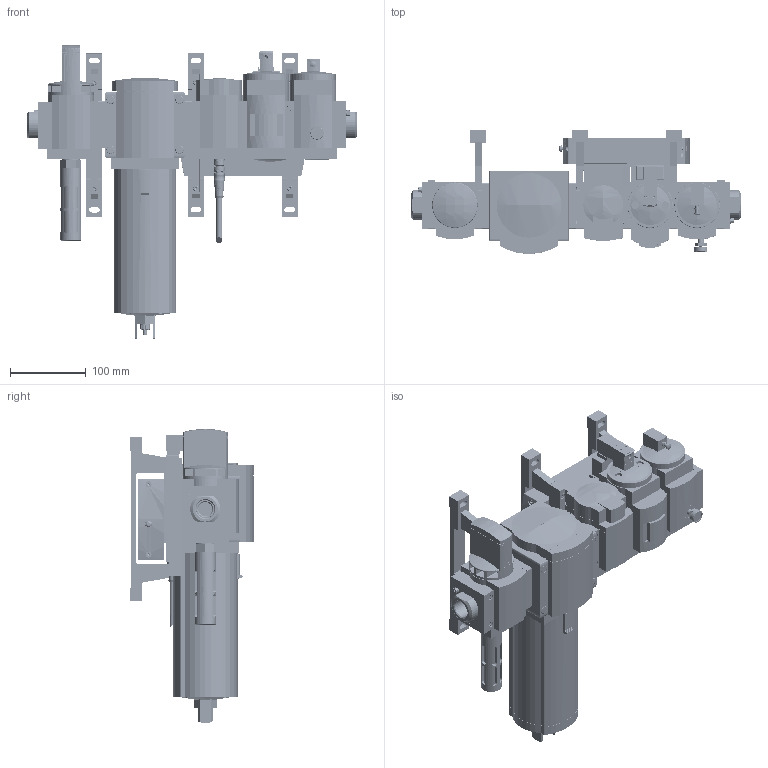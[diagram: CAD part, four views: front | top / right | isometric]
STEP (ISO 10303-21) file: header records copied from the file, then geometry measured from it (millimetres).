
FILE_DESCRIPTION(('STEP AP214'),'1');
FILE_NAME('test-1.stp','2024-07-26T20:04:40',('3D-Tool'),(' '),'Spatial InterOp 3D',' ',' ');
FILE_SCHEMA(('AUTOMOTIVE_DESIGN { 1 0 10303 214 1 1 1 1 }'));
Length unit declared in the file: millimetre
Products named in the file (1): 3433264 MS6-9-AMV-EX|_3433264 MS6-9-AMV-EX---(MV_96);_3433264 MS6-9-AMV-EX---(MV_96)
Bounding box: 434.6 x 163.04 x 388.5 mm (x, y, z)
Volume: 5250785.1 mm3; surface area: 792362.8 mm2
Topology: 67 solids, 68 shells, 6238 faces, 16215 edges, 10387 vertices
Faces by surface type: plane 3209, cylinder 2003, cone 706, torus 296, sphere 22, bspline 2
Entity records: 248828 total; most frequent: CARTESIAN_POINT 42217, DIRECTION 33547, ORIENTED_EDGE 32326, EDGE_CURVE 16163, AXIS2_PLACEMENT_3D 11888, VERTEX_POINT 10387, LINE 9771, VECTOR 9771
